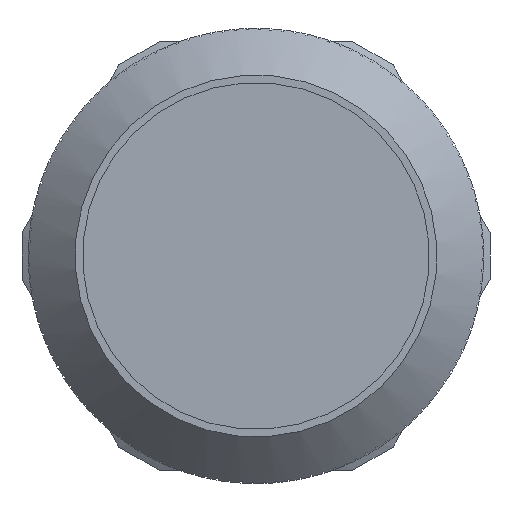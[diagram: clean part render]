
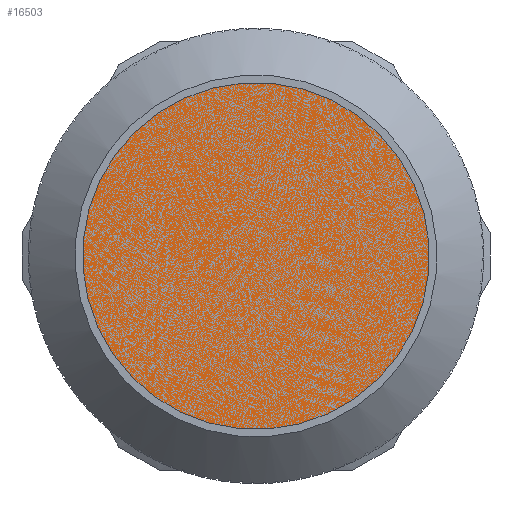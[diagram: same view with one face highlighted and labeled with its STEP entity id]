
A CAD part, left-side view. The second image highlights one B-rep face of the part: STEP entity #16503.
In plain terms, the highlighted planar face has unit normal (-1, 0, 0).
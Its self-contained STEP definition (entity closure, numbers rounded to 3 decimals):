
#5194=FACE_OUTER_BOUND('',#6010,.T.);
#6010=EDGE_LOOP('',(#15031));
#6291=CIRCLE('',#17610,25.9);
#7878=VERTEX_POINT('',#27676);
#10263=EDGE_CURVE('',#7878,#7878,#6291,.T.);
#15031=ORIENTED_EDGE('',*,*,#10263,.T.);
#15694=PLANE('',#17609);
#16503=ADVANCED_FACE('',(#5194),#15694,.T.);
#17609=AXIS2_PLACEMENT_3D('',#27675,#21066,#21067);
#17610=AXIS2_PLACEMENT_3D('',#27677,#21068,#21069);
#21066=DIRECTION('center_axis',(-1.,0.,0.));
#21067=DIRECTION('ref_axis',(0.,0.,1.));
#21068=DIRECTION('center_axis',(-1.,0.,0.));
#21069=DIRECTION('ref_axis',(0.,0.246,0.969));
#27675=CARTESIAN_POINT('Origin',(91.466,67.842,182.609));
#27676=CARTESIAN_POINT('',(91.466,92.948,176.244));
#27677=CARTESIAN_POINT('Origin',(91.466,67.842,182.609));
